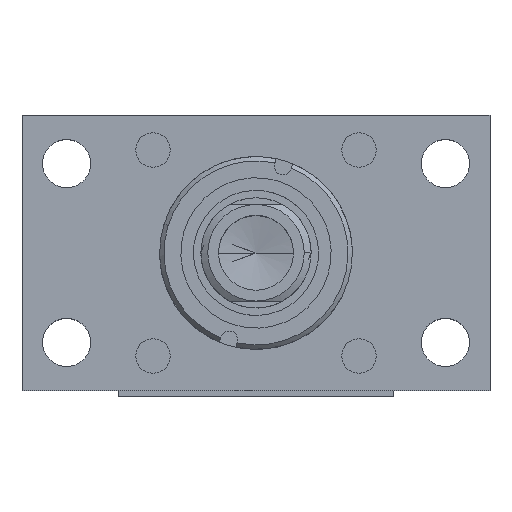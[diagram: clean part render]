
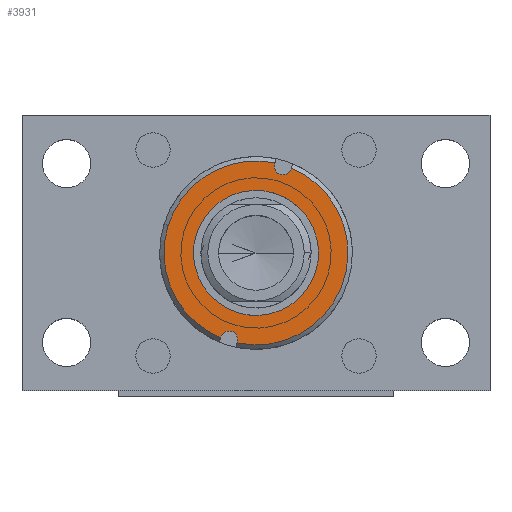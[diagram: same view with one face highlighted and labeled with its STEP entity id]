
A CAD part, top view. The second image highlights one B-rep face of the part: STEP entity #3931.
In plain terms, the highlighted planar face has unit normal (0, 0, 1).
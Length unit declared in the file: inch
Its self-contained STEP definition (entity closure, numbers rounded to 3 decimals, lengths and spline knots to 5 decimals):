
#121 = CARTESIAN_POINT ( 'NONE',  ( 19.33958, 31.46727, -2.69734 ) ) ;
#204 = LINE ( 'NONE', #7678, #1332 ) ;
#279 = CARTESIAN_POINT ( 'NONE',  ( 19.33958, 31.45966, -2.69734 ) ) ;
#311 = EDGE_CURVE ( 'NONE', #7116, #5448, #3725, .T. ) ;
#315 = CIRCLE ( 'NONE', #2937, 0.078 ) ;
#325 = CARTESIAN_POINT ( 'NONE',  ( 19.33958, 29.80457, -2.69734 ) ) ;
#551 = ORIENTED_EDGE ( 'NONE', *, *, #2237, .F. ) ;
#631 = DIRECTION ( 'NONE',  ( -1., 0., 0. ) ) ;
#669 = CARTESIAN_POINT ( 'NONE',  ( 19.49558, 29.81218, -2.69734 ) ) ;
#779 = EDGE_CURVE ( 'NONE', #2779, #1588, #5849, .T. ) ;
#881 = CARTESIAN_POINT ( 'NONE',  ( 19.41758, 30.63592, -2.69734 ) ) ;
#928 = CIRCLE ( 'NONE', #4493, 0.835 ) ;
#929 = CARTESIAN_POINT ( 'NONE',  ( 19.98508, 30.63592, -2.69734 ) ) ;
#1162 = LINE ( 'NONE', #3755, #3919 ) ;
#1206 = DIRECTION ( 'NONE',  ( 1., 0., 0. ) ) ;
#1332 = VECTOR ( 'NONE', #5183, 39.37008 ) ;
#1385 = LINE ( 'NONE', #8271, #4923 ) ;
#1423 = EDGE_LOOP ( 'NONE', ( #3290, #4440, #1654, #1961, #551, #3225, #6834, #5034, #4644 ) ) ;
#1476 = DIRECTION ( 'NONE',  ( 1., 0., 0. ) ) ;
#1549 = CARTESIAN_POINT ( 'NONE',  ( 19.41758, 30.63592, -2.69734 ) ) ;
#1588 = VERTEX_POINT ( 'NONE', #669 ) ;
#1654 = ORIENTED_EDGE ( 'NONE', *, *, #5255, .T. ) ;
#1687 = EDGE_CURVE ( 'NONE', #6491, #3983, #2685, .T. ) ;
#1784 = DIRECTION ( 'NONE',  ( -1., 0., 0. ) ) ;
#1961 = ORIENTED_EDGE ( 'NONE', *, *, #6855, .T. ) ;
#2005 = EDGE_CURVE ( 'NONE', #2797, #2779, #1385, .T. ) ;
#2218 = AXIS2_PLACEMENT_3D ( 'NONE', #3511, #4207, #4863 ) ;
#2237 = EDGE_CURVE ( 'NONE', #6491, #4922, #1162, .T. ) ;
#2426 = AXIS2_PLACEMENT_3D ( 'NONE', #5707, #6357, #1206 ) ;
#2584 = CARTESIAN_POINT ( 'NONE',  ( 19.41758, 30.63592, -2.69734 ) ) ;
#2681 = CARTESIAN_POINT ( 'NONE',  ( 19.49558, 31.45966, -2.69734 ) ) ;
#2685 = CIRCLE ( 'NONE', #2426, 0.835 ) ;
#2766 = VERTEX_POINT ( 'NONE', #8059 ) ;
#2779 = VERTEX_POINT ( 'NONE', #3531 ) ;
#2797 = VERTEX_POINT ( 'NONE', #325 ) ;
#2868 = CARTESIAN_POINT ( 'NONE',  ( 19.49558, 31.20342, -2.69734 ) ) ;
#2876 = EDGE_LOOP ( 'NONE', ( #6013, #5534 ) ) ;
#2937 = AXIS2_PLACEMENT_3D ( 'NONE', #3021, #4299, #1784 ) ;
#3021 = CARTESIAN_POINT ( 'NONE',  ( 19.41758, 31.45966, -2.69734 ) ) ;
#3225 = ORIENTED_EDGE ( 'NONE', *, *, #1687, .T. ) ;
#3290 = ORIENTED_EDGE ( 'NONE', *, *, #4826, .F. ) ;
#3511 = CARTESIAN_POINT ( 'NONE',  ( 19.41758, 30.63592, -2.69734 ) ) ;
#3531 = CARTESIAN_POINT ( 'NONE',  ( 19.33958, 29.81218, -2.69734 ) ) ;
#3668 = CIRCLE ( 'NONE', #8228, 0.5675 ) ;
#3725 = CIRCLE ( 'NONE', #2218, 0.835 ) ;
#3755 = CARTESIAN_POINT ( 'NONE',  ( 19.33958, 31.20342, -2.69734 ) ) ;
#3919 = VECTOR ( 'NONE', #4341, 39.37008 ) ;
#3931 = ADVANCED_FACE ( 'NONE', ( #7494, #4882 ), #5340, .F. ) ;
#3957 = AXIS2_PLACEMENT_3D ( 'NONE', #7790, #4528, #631 ) ;
#3965 = VERTEX_POINT ( 'NONE', #2681 ) ;
#3983 = VERTEX_POINT ( 'NONE', #6568 ) ;
#4154 = DIRECTION ( 'NONE',  ( 1., 0., 0. ) ) ;
#4207 = DIRECTION ( 'NONE',  ( 0., 0., 1. ) ) ;
#4243 = DIRECTION ( 'NONE',  ( 0., 1., 0. ) ) ;
#4299 = DIRECTION ( 'NONE',  ( 0., 0., -1. ) ) ;
#4341 = DIRECTION ( 'NONE',  ( 0., -1., 0. ) ) ;
#4440 = ORIENTED_EDGE ( 'NONE', *, *, #311, .T. ) ;
#4493 = AXIS2_PLACEMENT_3D ( 'NONE', #1549, #6074, #1476 ) ;
#4528 = DIRECTION ( 'NONE',  ( 0., 0., -1. ) ) ;
#4600 = CARTESIAN_POINT ( 'NONE',  ( 19.41758, 31.20342, -2.69734 ) ) ;
#4644 = ORIENTED_EDGE ( 'NONE', *, *, #779, .T. ) ;
#4658 = DIRECTION ( 'NONE',  ( 0., 0., 1. ) ) ;
#4757 = EDGE_CURVE ( 'NONE', #2766, #4929, #3668, .T. ) ;
#4826 = EDGE_CURVE ( 'NONE', #7116, #1588, #5795, .T. ) ;
#4863 = DIRECTION ( 'NONE',  ( 1., 0., 0. ) ) ;
#4882 = FACE_OUTER_BOUND ( 'NONE', #1423, .T. ) ;
#4922 = VERTEX_POINT ( 'NONE', #279 ) ;
#4923 = VECTOR ( 'NONE', #6347, 39.37008 ) ;
#4929 = VERTEX_POINT ( 'NONE', #929 ) ;
#5034 = ORIENTED_EDGE ( 'NONE', *, *, #2005, .T. ) ;
#5183 = DIRECTION ( 'NONE',  ( 0., -1., 0. ) ) ;
#5255 = EDGE_CURVE ( 'NONE', #5448, #3965, #204, .T. ) ;
#5337 = EDGE_CURVE ( 'NONE', #4929, #2766, #6646, .T. ) ;
#5340 = PLANE ( 'NONE',  #6259 ) ;
#5448 = VERTEX_POINT ( 'NONE', #6036 ) ;
#5534 = ORIENTED_EDGE ( 'NONE', *, *, #4757, .F. ) ;
#5707 = CARTESIAN_POINT ( 'NONE',  ( 19.41758, 30.63592, -2.69734 ) ) ;
#5795 = LINE ( 'NONE', #2868, #8200 ) ;
#5849 = CIRCLE ( 'NONE', #3957, 0.078 ) ;
#5896 = DIRECTION ( 'NONE',  ( 1., 0., 0. ) ) ;
#6013 = ORIENTED_EDGE ( 'NONE', *, *, #5337, .F. ) ;
#6036 = CARTESIAN_POINT ( 'NONE',  ( 19.49558, 31.46727, -2.69734 ) ) ;
#6074 = DIRECTION ( 'NONE',  ( 0., 0., 1. ) ) ;
#6107 = EDGE_CURVE ( 'NONE', #3983, #2797, #928, .T. ) ;
#6259 = AXIS2_PLACEMENT_3D ( 'NONE', #4600, #7214, #7277 ) ;
#6347 = DIRECTION ( 'NONE',  ( 0., 1., 0. ) ) ;
#6357 = DIRECTION ( 'NONE',  ( 0., 0., 1. ) ) ;
#6491 = VERTEX_POINT ( 'NONE', #121 ) ;
#6521 = CARTESIAN_POINT ( 'NONE',  ( 19.49558, 29.80457, -2.69734 ) ) ;
#6568 = CARTESIAN_POINT ( 'NONE',  ( 18.58258, 30.63592, -2.69734 ) ) ;
#6646 = CIRCLE ( 'NONE', #7253, 0.5675 ) ;
#6800 = DIRECTION ( 'NONE',  ( 0., 0., 1. ) ) ;
#6834 = ORIENTED_EDGE ( 'NONE', *, *, #6107, .T. ) ;
#6855 = EDGE_CURVE ( 'NONE', #3965, #4922, #315, .T. ) ;
#7116 = VERTEX_POINT ( 'NONE', #6521 ) ;
#7214 = DIRECTION ( 'NONE',  ( 0., 0., -1. ) ) ;
#7253 = AXIS2_PLACEMENT_3D ( 'NONE', #2584, #4658, #5896 ) ;
#7277 = DIRECTION ( 'NONE',  ( -1., 0., 0. ) ) ;
#7494 = FACE_BOUND ( 'NONE', #2876, .T. ) ;
#7678 = CARTESIAN_POINT ( 'NONE',  ( 19.49558, 31.20342, -2.69734 ) ) ;
#7790 = CARTESIAN_POINT ( 'NONE',  ( 19.41758, 29.81218, -2.69734 ) ) ;
#8059 = CARTESIAN_POINT ( 'NONE',  ( 18.85008, 30.63592, -2.69734 ) ) ;
#8200 = VECTOR ( 'NONE', #4243, 39.37008 ) ;
#8228 = AXIS2_PLACEMENT_3D ( 'NONE', #881, #6800, #4154 ) ;
#8271 = CARTESIAN_POINT ( 'NONE',  ( 19.33958, 31.20342, -2.69734 ) ) ;
